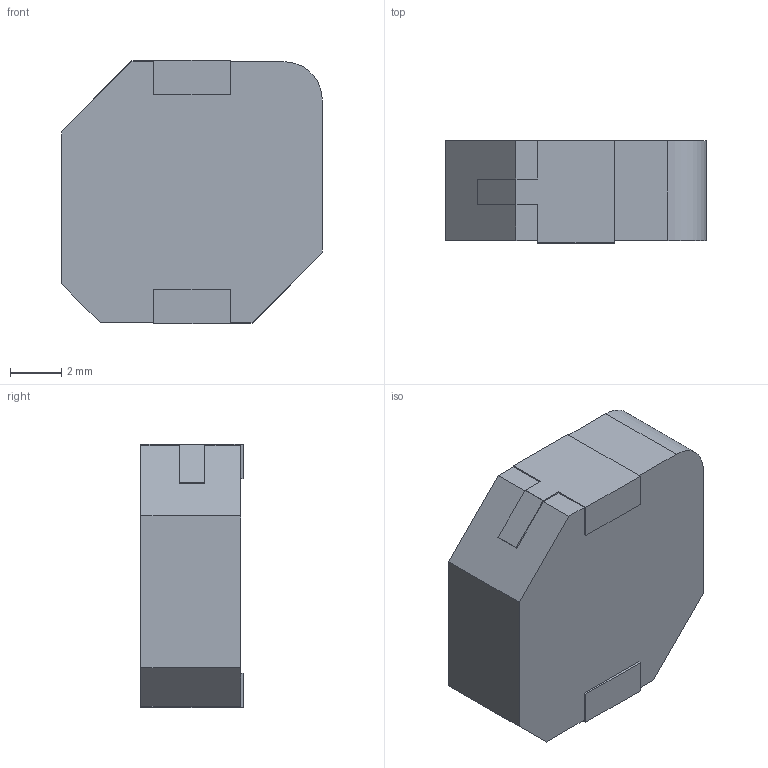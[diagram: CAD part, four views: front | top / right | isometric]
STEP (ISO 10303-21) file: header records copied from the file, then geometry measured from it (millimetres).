
FILE_DESCRIPTION (( 'STEP AP214' ), '1' );
FILE_NAME ('Coilcraft-MSS1038-DEFAULT.STEP', '2010-11-09T18:10:51', ( 'SysAdmin' ), ( 'SolidWorks' ), 'SwSTEP 2.0', 'SolidWorks 2011', '' );
FILE_SCHEMA (( 'AUTOMOTIVE_DESIGN' ));
Length unit declared in the file: millimetre
Products named in the file (1): Coilcraft-MSS1038-DEFAULT
Bounding box: 10.2 x 4 x 10.3 mm (x, y, z)
Volume: 371.6 mm3; surface area: 396 mm2
Topology: 1 solids, 1 shells, 81 faces, 219 edges, 146 vertices
Faces by surface type: plane 76, cylinder 5
Entity records: 3682 total; most frequent: CARTESIAN_POINT 723, ORIENTED_EDGE 438, DIRECTION 379, EDGE_CURVE 219, VECTOR 207, LINE 207, VERTEX_POINT 146, EDGE_LOOP 87
